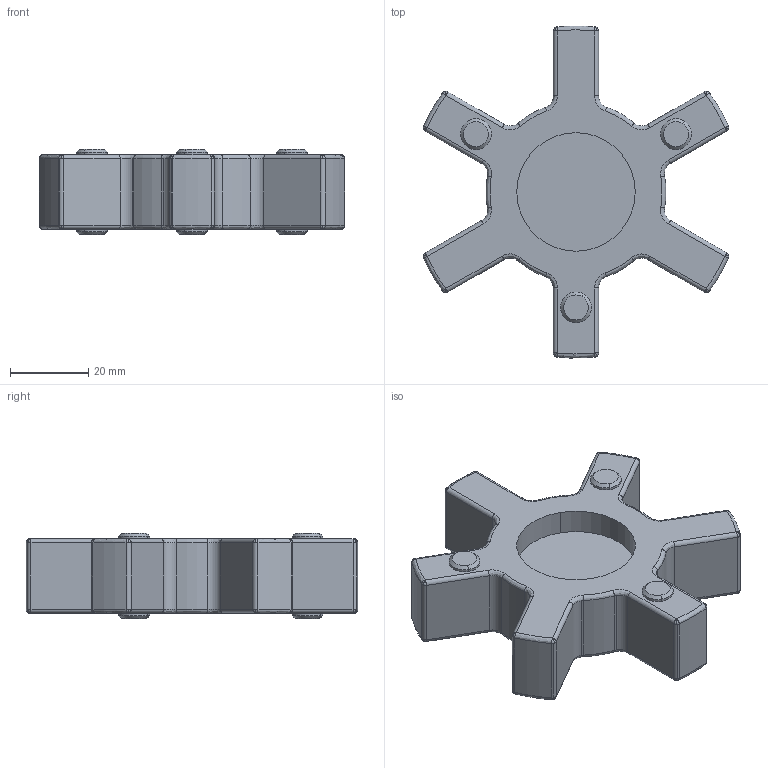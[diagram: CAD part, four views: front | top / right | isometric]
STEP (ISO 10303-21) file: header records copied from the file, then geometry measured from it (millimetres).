
FILE_DESCRIPTION (( 'STEP AP203' ), '1' );
FILE_NAME ('6408K79.step', '2013-10-18T14:46:55', ( 'Admin' ), ( 'Microsoft' ), 'SwSTEP 2.0', 'SolidWorks 2012', '' );
FILE_SCHEMA (( 'CONFIG_CONTROL_DESIGN' ));
Length unit declared in the file: inch
Products named in the file (1): 6408K79
Bounding box: 77.91 x 84.65 x 21.84 mm (x, y, z)
Volume: 48561.6 mm3; surface area: 14084.2 mm2
Topology: 1 solids, 1 shells, 211 faces, 495 edges, 246 vertices
Faces by surface type: bspline 96, cylinder 81, plane 22, cone 12
Entity records: 6978 total; most frequent: CARTESIAN_POINT 2705, DIRECTION 901, ORIENTED_EDGE 894, EDGE_CURVE 447, AXIS2_PLACEMENT_3D 386, CIRCLE 270, VERTEX_POINT 246, EDGE_LOOP 219
